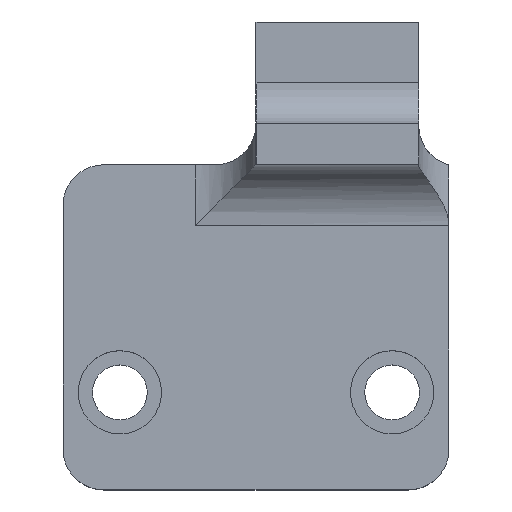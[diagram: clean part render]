
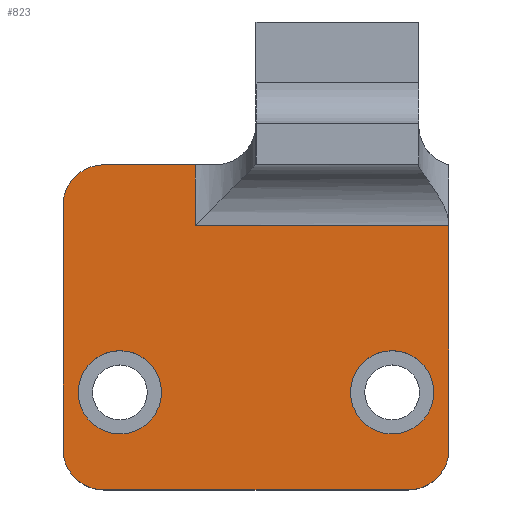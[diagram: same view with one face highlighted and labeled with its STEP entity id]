
A CAD part, top view. The second image highlights one B-rep face of the part: STEP entity #823.
In plain terms, the highlighted planar face has unit normal (0, 0, 1).
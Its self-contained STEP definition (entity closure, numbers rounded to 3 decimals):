
#17 = EDGE_CURVE ( 'NONE', #340, #95, #379, .T. ) ;
#18 = CARTESIAN_POINT ( 'NONE',  ( 2.8, 4.8, 4.5 ) ) ;
#25 = AXIS2_PLACEMENT_3D ( 'NONE', #371, #1040, #177 ) ;
#33 = CARTESIAN_POINT ( 'NONE',  ( 6.5, 16., 4.5 ) ) ;
#36 = LINE ( 'NONE', #898, #86 ) ;
#43 = VECTOR ( 'NONE', #246, 1000. ) ;
#48 = ORIENTED_EDGE ( 'NONE', *, *, #189, .F. ) ;
#60 = DIRECTION ( 'NONE',  ( -1., 0., 0. ) ) ;
#72 = AXIS2_PLACEMENT_3D ( 'NONE', #1251, #515, #803 ) ;
#86 = VECTOR ( 'NONE', #622, 1000. ) ;
#88 = AXIS2_PLACEMENT_3D ( 'NONE', #555, #841, #929 ) ;
#93 = EDGE_CURVE ( 'NONE', #1189, #297, #798, .T. ) ;
#95 = VERTEX_POINT ( 'NONE', #449 ) ;
#105 = CIRCLE ( 'NONE', #171, 2.05 ) ;
#111 = VERTEX_POINT ( 'NONE', #33 ) ;
#113 = DIRECTION ( 'NONE',  ( 1., 0., 0. ) ) ;
#122 = VERTEX_POINT ( 'NONE', #126 ) ;
#125 = DIRECTION ( 'NONE',  ( 0., 1., 0. ) ) ;
#126 = CARTESIAN_POINT ( 'NONE',  ( 4.85, 4.8, 4.5 ) ) ;
#138 = ORIENTED_EDGE ( 'NONE', *, *, #1110, .T. ) ;
#162 = FACE_OUTER_BOUND ( 'NONE', #222, .T. ) ;
#167 = FACE_BOUND ( 'NONE', #1249, .T. ) ;
#171 = AXIS2_PLACEMENT_3D ( 'NONE', #307, #692, #869 ) ;
#177 = DIRECTION ( 'NONE',  ( -1., 0., 0. ) ) ;
#182 = LINE ( 'NONE', #572, #712 ) ;
#189 = EDGE_CURVE ( 'NONE', #911, #122, #1216, .T. ) ;
#209 = CIRCLE ( 'NONE', #1126, 2.05 ) ;
#217 = LINE ( 'NONE', #982, #378 ) ;
#221 = EDGE_CURVE ( 'NONE', #386, #340, #182, .T. ) ;
#222 = EDGE_LOOP ( 'NONE', ( #800, #989, #1183, #623, #138, #439, #1176, #1095, #483 ) ) ;
#246 = DIRECTION ( 'NONE',  ( -1., 0., 0. ) ) ;
#250 = EDGE_CURVE ( 'NONE', #686, #727, #819, .T. ) ;
#274 = CARTESIAN_POINT ( 'NONE',  ( 19., 2., 4.5 ) ) ;
#297 = VERTEX_POINT ( 'NONE', #826 ) ;
#307 = CARTESIAN_POINT ( 'NONE',  ( 16.2, 4.8, 4.5 ) ) ;
#308 = CARTESIAN_POINT ( 'NONE',  ( 18.25, 4.8, 4.5 ) ) ;
#325 = LINE ( 'NONE', #1100, #43 ) ;
#328 = CIRCLE ( 'NONE', #590, 2. ) ;
#333 = VECTOR ( 'NONE', #60, 1000. ) ;
#340 = VERTEX_POINT ( 'NONE', #552 ) ;
#371 = CARTESIAN_POINT ( 'NONE',  ( 16.2, 4.8, 4.5 ) ) ;
#378 = VECTOR ( 'NONE', #125, 1000. ) ;
#379 = LINE ( 'NONE', #1121, #333 ) ;
#386 = VERTEX_POINT ( 'NONE', #274 ) ;
#402 = CARTESIAN_POINT ( 'NONE',  ( 17., 0., 4.5 ) ) ;
#418 = AXIS2_PLACEMENT_3D ( 'NONE', #711, #1108, #1022 ) ;
#439 = ORIENTED_EDGE ( 'NONE', *, *, #625, .T. ) ;
#449 = CARTESIAN_POINT ( 'NONE',  ( 6.5, 13., 4.5 ) ) ;
#483 = ORIENTED_EDGE ( 'NONE', *, *, #221, .T. ) ;
#492 = DIRECTION ( 'NONE',  ( -1., 0., 0. ) ) ;
#504 = EDGE_CURVE ( 'NONE', #122, #911, #209, .T. ) ;
#515 = DIRECTION ( 'NONE',  ( 0., 0., 1. ) ) ;
#550 = ORIENTED_EDGE ( 'NONE', *, *, #595, .F. ) ;
#552 = CARTESIAN_POINT ( 'NONE',  ( 19., 13., 4.5 ) ) ;
#555 = CARTESIAN_POINT ( 'NONE',  ( 0., 0., 4.5 ) ) ;
#557 = VERTEX_POINT ( 'NONE', #402 ) ;
#570 = FACE_BOUND ( 'NONE', #997, .T. ) ;
#572 = CARTESIAN_POINT ( 'NONE',  ( 19., 0., 4.5 ) ) ;
#575 = VECTOR ( 'NONE', #946, 1000. ) ;
#590 = AXIS2_PLACEMENT_3D ( 'NONE', #680, #1149, #492 ) ;
#592 = DIRECTION ( 'NONE',  ( 1., 0., 0. ) ) ;
#595 = EDGE_CURVE ( 'NONE', #297, #1189, #105, .T. ) ;
#598 = ORIENTED_EDGE ( 'NONE', *, *, #93, .F. ) ;
#619 = EDGE_CURVE ( 'NONE', #95, #111, #217, .T. ) ;
#622 = DIRECTION ( 'NONE',  ( 0., -1., 0. ) ) ;
#623 = ORIENTED_EDGE ( 'NONE', *, *, #250, .T. ) ;
#625 = EDGE_CURVE ( 'NONE', #862, #1015, #1071, .T. ) ;
#637 = CARTESIAN_POINT ( 'NONE',  ( 0., 14., 4.5 ) ) ;
#664 = DIRECTION ( 'NONE',  ( 0., 0., 1. ) ) ;
#676 = ORIENTED_EDGE ( 'NONE', *, *, #504, .F. ) ;
#680 = CARTESIAN_POINT ( 'NONE',  ( 17., 2., 4.5 ) ) ;
#686 = VERTEX_POINT ( 'NONE', #1186 ) ;
#692 = DIRECTION ( 'NONE',  ( 0., 0., 1. ) ) ;
#711 = CARTESIAN_POINT ( 'NONE',  ( 2., 14., 4.5 ) ) ;
#712 = VECTOR ( 'NONE', #950, 1000. ) ;
#727 = VERTEX_POINT ( 'NONE', #637 ) ;
#798 = CIRCLE ( 'NONE', #25, 2.05 ) ;
#800 = ORIENTED_EDGE ( 'NONE', *, *, #17, .T. ) ;
#803 = DIRECTION ( 'NONE',  ( -1., 0., 0. ) ) ;
#819 = CIRCLE ( 'NONE', #418, 2. ) ;
#823 = ADVANCED_FACE ( 'NONE', ( #570, #167, #162 ), #858, .F. ) ;
#826 = CARTESIAN_POINT ( 'NONE',  ( 14.15, 4.8, 4.5 ) ) ;
#841 = DIRECTION ( 'NONE',  ( 0., 0., -1. ) ) ;
#847 = LINE ( 'NONE', #1225, #575 ) ;
#857 = AXIS2_PLACEMENT_3D ( 'NONE', #1180, #664, #113 ) ;
#858 = PLANE ( 'NONE',  #88 ) ;
#862 = VERTEX_POINT ( 'NONE', #1047 ) ;
#869 = DIRECTION ( 'NONE',  ( -1., 0., 0. ) ) ;
#882 = DIRECTION ( 'NONE',  ( 0., 0., 1. ) ) ;
#892 = EDGE_CURVE ( 'NONE', #1015, #557, #847, .T. ) ;
#898 = CARTESIAN_POINT ( 'NONE',  ( 0., 0., 4.5 ) ) ;
#911 = VERTEX_POINT ( 'NONE', #1219 ) ;
#929 = DIRECTION ( 'NONE',  ( -1., 0., 0. ) ) ;
#946 = DIRECTION ( 'NONE',  ( 1., 0., 0. ) ) ;
#950 = DIRECTION ( 'NONE',  ( 0., 1., 0. ) ) ;
#978 = EDGE_CURVE ( 'NONE', #557, #386, #328, .T. ) ;
#982 = CARTESIAN_POINT ( 'NONE',  ( 6.5, 18., 4.5 ) ) ;
#989 = ORIENTED_EDGE ( 'NONE', *, *, #619, .T. ) ;
#997 = EDGE_LOOP ( 'NONE', ( #676, #48 ) ) ;
#1015 = VERTEX_POINT ( 'NONE', #1068 ) ;
#1022 = DIRECTION ( 'NONE',  ( -1., 0., 0. ) ) ;
#1038 = EDGE_CURVE ( 'NONE', #111, #686, #325, .T. ) ;
#1040 = DIRECTION ( 'NONE',  ( 0., 0., 1. ) ) ;
#1047 = CARTESIAN_POINT ( 'NONE',  ( 0., 2., 4.5 ) ) ;
#1068 = CARTESIAN_POINT ( 'NONE',  ( 2., 0., 4.5 ) ) ;
#1071 = CIRCLE ( 'NONE', #72, 2. ) ;
#1095 = ORIENTED_EDGE ( 'NONE', *, *, #978, .T. ) ;
#1100 = CARTESIAN_POINT ( 'NONE',  ( 0., 16., 4.5 ) ) ;
#1108 = DIRECTION ( 'NONE',  ( 0., 0., 1. ) ) ;
#1110 = EDGE_CURVE ( 'NONE', #727, #862, #36, .T. ) ;
#1121 = CARTESIAN_POINT ( 'NONE',  ( 9.5, 13., 4.5 ) ) ;
#1126 = AXIS2_PLACEMENT_3D ( 'NONE', #18, #882, #592 ) ;
#1149 = DIRECTION ( 'NONE',  ( 0., 0., 1. ) ) ;
#1176 = ORIENTED_EDGE ( 'NONE', *, *, #892, .T. ) ;
#1180 = CARTESIAN_POINT ( 'NONE',  ( 2.8, 4.8, 4.5 ) ) ;
#1183 = ORIENTED_EDGE ( 'NONE', *, *, #1038, .T. ) ;
#1186 = CARTESIAN_POINT ( 'NONE',  ( 2., 16., 4.5 ) ) ;
#1189 = VERTEX_POINT ( 'NONE', #308 ) ;
#1216 = CIRCLE ( 'NONE', #857, 2.05 ) ;
#1219 = CARTESIAN_POINT ( 'NONE',  ( 0.75, 4.8, 4.5 ) ) ;
#1225 = CARTESIAN_POINT ( 'NONE',  ( 0., 0., 4.5 ) ) ;
#1249 = EDGE_LOOP ( 'NONE', ( #598, #550 ) ) ;
#1251 = CARTESIAN_POINT ( 'NONE',  ( 2., 2., 4.5 ) ) ;
